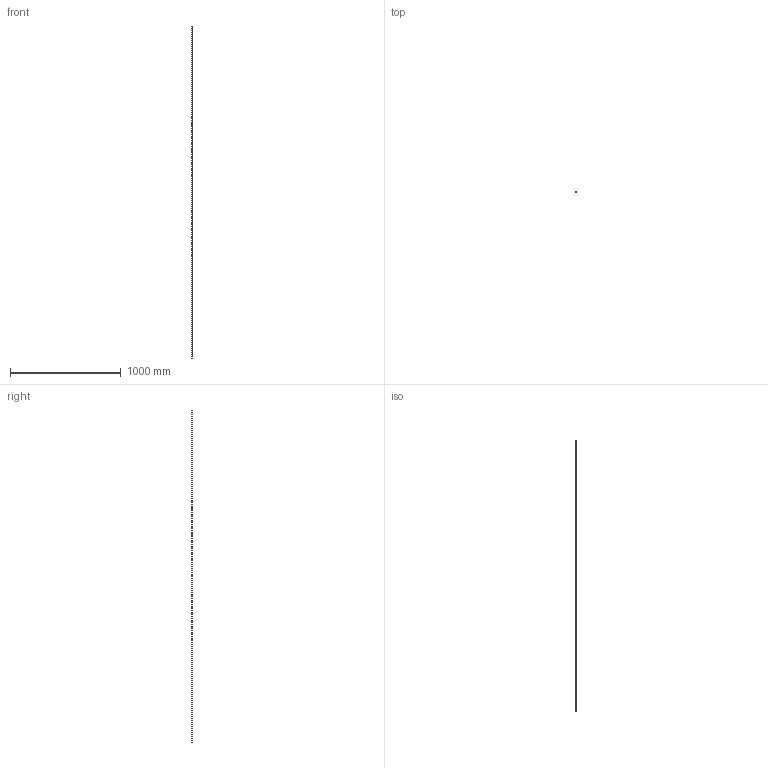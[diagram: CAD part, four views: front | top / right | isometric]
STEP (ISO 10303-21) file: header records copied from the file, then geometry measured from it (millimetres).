
FILE_DESCRIPTION (( 'STEP AP203' ), '1' );
FILE_NAME ('57088-240.step', '2024-04-29T09:31:31', ( '' ), ( '' ), 'SwSTEP 2.0', 'SolidWorks 2018', '' );
FILE_SCHEMA (( 'CONFIG_CONTROL_DESIGN' ));
Length unit declared in the file: millimetre
Products named in the file (1): 57088-240
Bounding box: 6 x 6 x 3000 mm (x, y, z)
Volume: 84822.7 mm3; surface area: 56612.3 mm2
Topology: 1 solids, 1 shells, 284 faces, 764 edges, 502 vertices
Faces by surface type: bspline 144, plane 105, cylinder 35
Full cylindrical faces by diameter (mm): 6 x1
Entity records: 16328 total; most frequent: CARTESIAN_POINT 10526, ORIENTED_EDGE 1486, EDGE_CURVE 743, DIRECTION 661, VERTEX_POINT 496, B_SPLINE_CURVE_WITH_KNOTS 456, EDGE_LOOP 307, FACE_OUTER_BOUND 279
